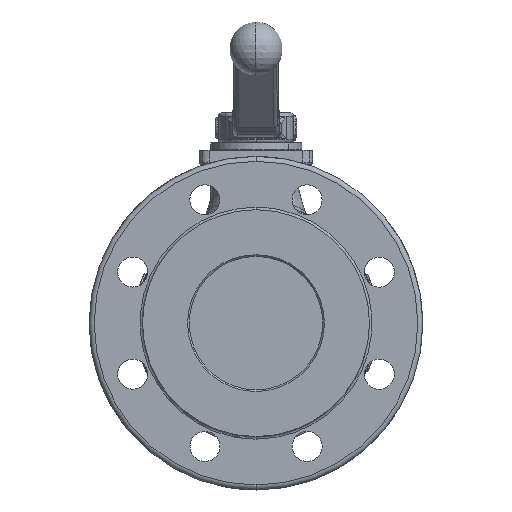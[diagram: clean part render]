
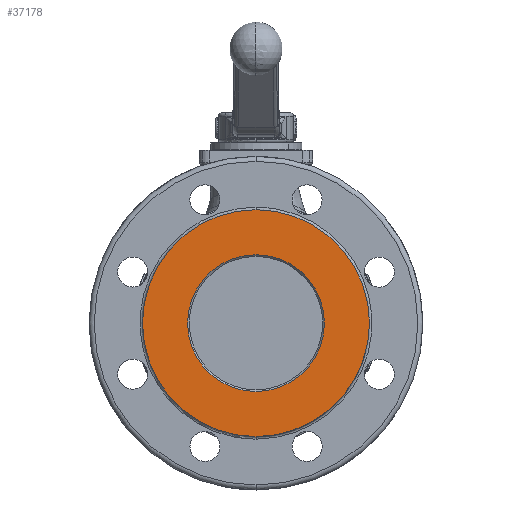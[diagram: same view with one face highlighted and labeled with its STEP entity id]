
A CAD part, left-side view. The second image highlights one B-rep face of the part: STEP entity #37178.
In plain terms, the highlighted planar face has unit normal (-1, 0, 0).
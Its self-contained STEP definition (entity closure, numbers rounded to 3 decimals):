
#37107=CARTESIAN_POINT('',(-89.5,68.,-0.));
#37108=VERTEX_POINT('',#37107);
#37115=CARTESIAN_POINT('',(-89.5,-68.,0.));
#37116=VERTEX_POINT('',#37115);
#37117=CARTESIAN_POINT('',(-89.5,0.,-0.));
#37118=DIRECTION('',(1.,-0.,0.));
#37119=DIRECTION('',(0.,1.,-0.));
#37120=AXIS2_PLACEMENT_3D('',#37117,#37118,#37119);
#37121=CIRCLE('',#37120,68.);
#37122=EDGE_CURVE('',#37108,#37116,#37121,.T.);
#37143=CARTESIAN_POINT('',(-89.5,0.,54.));
#37144=DIRECTION('',(1.,-0.,0.));
#37145=DIRECTION('',(-0.,-1.,0.));
#37146=AXIS2_PLACEMENT_3D('',#37143,#37144,#37145);
#37147=PLANE('',#37146);
#37148=CARTESIAN_POINT('',(-89.5,0.,-0.));
#37149=DIRECTION('',(1.,-0.,0.));
#37150=DIRECTION('',(0.,1.,-0.));
#37151=AXIS2_PLACEMENT_3D('',#37148,#37149,#37150);
#37152=CIRCLE('',#37151,68.);
#37153=EDGE_CURVE('',#37116,#37108,#37152,.T.);
#37154=ORIENTED_EDGE('',*,*,#37153,.F.);
#37155=ORIENTED_EDGE('',*,*,#37122,.F.);
#37156=EDGE_LOOP('',(#37154,#37155));
#37157=FACE_BOUND('',#37156,.T.);
#37158=CARTESIAN_POINT('',(-89.5,0.,41.));
#37159=VERTEX_POINT('',#37158);
#37160=CARTESIAN_POINT('',(-89.5,0.,-41.));
#37161=VERTEX_POINT('',#37160);
#37162=CARTESIAN_POINT('',(-89.5,0.,-0.));
#37163=DIRECTION('',(-1.,0.,-0.));
#37164=DIRECTION('',(0.,-0.,-1.));
#37165=AXIS2_PLACEMENT_3D('',#37162,#37163,#37164);
#37166=CIRCLE('',#37165,41.);
#37167=EDGE_CURVE('',#37159,#37161,#37166,.T.);
#37168=ORIENTED_EDGE('',*,*,#37167,.F.);
#37169=CARTESIAN_POINT('',(-89.5,0.,-0.));
#37170=DIRECTION('',(-1.,0.,-0.));
#37171=DIRECTION('',(0.,-0.,-1.));
#37172=AXIS2_PLACEMENT_3D('',#37169,#37170,#37171);
#37173=CIRCLE('',#37172,41.);
#37174=EDGE_CURVE('',#37161,#37159,#37173,.T.);
#37175=ORIENTED_EDGE('',*,*,#37174,.F.);
#37176=EDGE_LOOP('',(#37168,#37175));
#37177=FACE_BOUND('',#37176,.T.);
#37178=ADVANCED_FACE('',(#37157,#37177),#37147,.F.);
